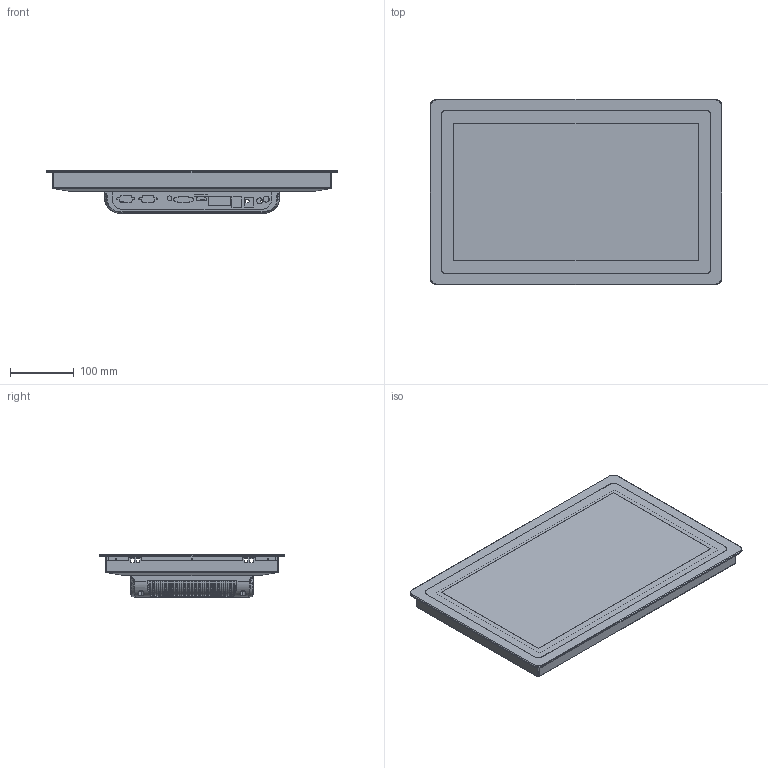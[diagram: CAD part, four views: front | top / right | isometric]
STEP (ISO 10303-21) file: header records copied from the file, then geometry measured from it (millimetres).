
FILE_DESCRIPTION (( 'STEP AP214' ), '1' );
FILE_NAME ('IFC-MW217C.STEP', '2024-10-31T11:01:24', ( 'daohangxitong.com' ), ( 'daohangxitong.com' ), 'SwSTEP 2.0', 'SolidWorks 2018', '' );
FILE_SCHEMA (( 'AUTOMOTIVE_DESIGN' ));
Length unit declared in the file: millimetre
Products named in the file (1): IFC-MW217C
Bounding box: 458 x 291 x 67.21 mm (x, y, z)
Surface area: 744825.6 mm2 (no closed solid volume)
Topology: 0 solids, 16 shells, 1860 faces, 4967 edges, 3202 vertices
Faces by surface type: plane 812, cylinder 723, bspline 271, cone 54
Entity records: 108233 total; most frequent: CARTESIAN_POINT 45058, ORIENTED_EDGE 9896, DIRECTION 7232, EDGE_CURVE 4956, VERTEX_POINT 3202, AXIS2_PLACEMENT_3D 2467, LINE 2298, VECTOR 2298
